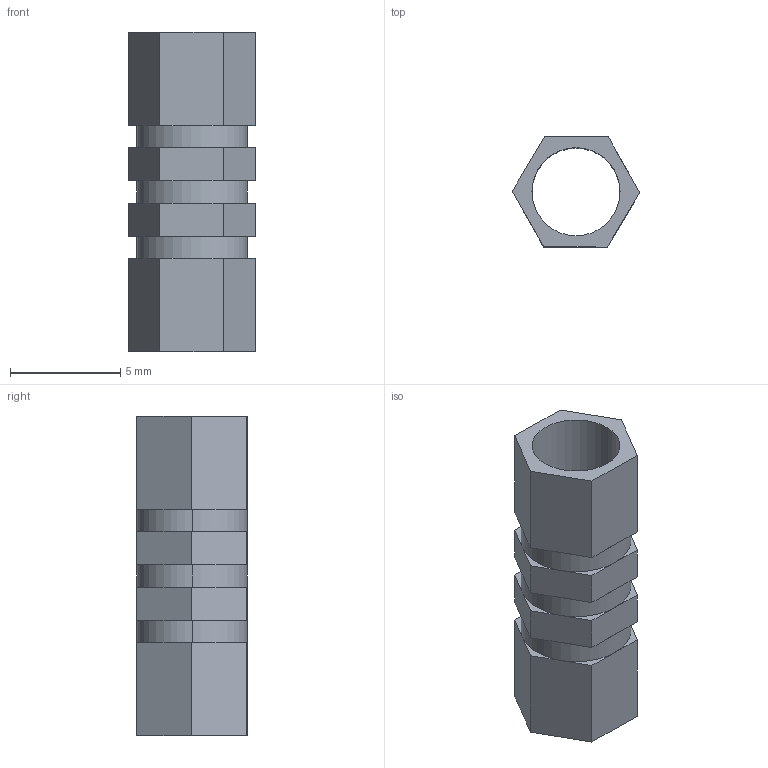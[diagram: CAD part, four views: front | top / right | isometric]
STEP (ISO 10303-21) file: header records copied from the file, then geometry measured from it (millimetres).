
FILE_DESCRIPTION (( 'STEP AP214' ), '1' );
FILE_NAME ('BulletConnector.STEP', '2016-01-07T00:30:05', ( '' ), ( '' ), 'SwSTEP 2.0', 'SolidWorks 2014', '' );
FILE_SCHEMA (( 'AUTOMOTIVE_DESIGN' ));
Length unit declared in the file: millimetre
Products named in the file (1): BulletConnector
Bounding box: 5.77 x 5.03 x 14.5 mm (x, y, z)
Volume: 125.7 mm3; surface area: 458.8 mm2
Topology: 1 solids, 1 shells, 70 faces, 168 edges, 100 vertices
Faces by surface type: plane 62, cylinder 8
Entity records: 2034 total; most frequent: DIRECTION 362, CARTESIAN_POINT 339, ORIENTED_EDGE 336, EDGE_CURVE 168, AXIS2_PLACEMENT_3D 123, VECTOR 116, LINE 116, VERTEX_POINT 100
